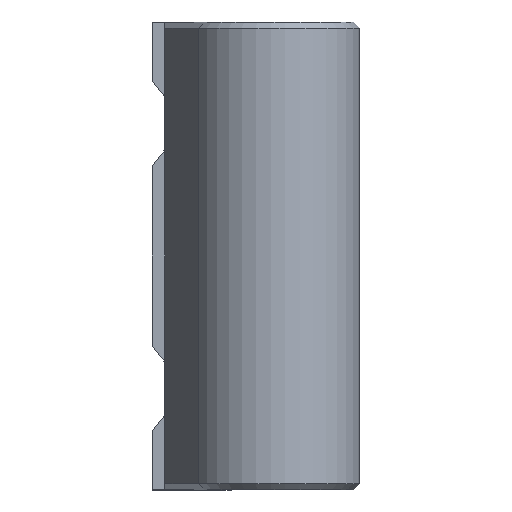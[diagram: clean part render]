
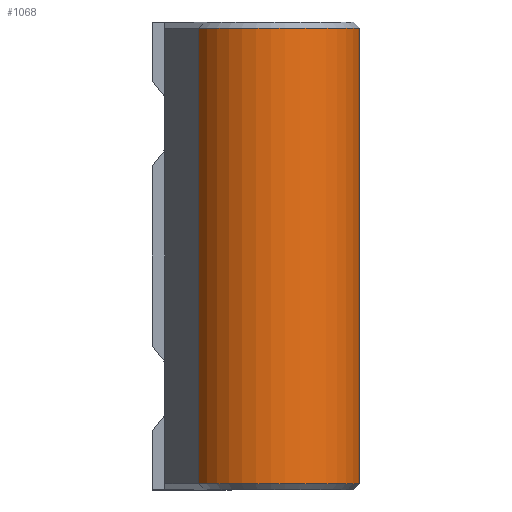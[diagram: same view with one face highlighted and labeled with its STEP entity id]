
A CAD part, front view. The second image highlights one B-rep face of the part: STEP entity #1068.
In plain terms, the highlighted cylindrical face has radius 5.5 mm (diameter 11 mm), a partial arc.
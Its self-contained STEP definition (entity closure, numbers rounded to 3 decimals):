
#36=CYLINDRICAL_SURFACE('',#1163,5.5);
#56=CIRCLE('',#1151,5.5);
#58=CIRCLE('',#1158,5.5);
#112=FACE_OUTER_BOUND('',#179,.T.);
#179=EDGE_LOOP('',(#902,#903,#904,#905));
#256=LINE('',#1622,#376);
#267=LINE('',#1747,#387);
#376=VECTOR('',#1313,10.);
#387=VECTOR('',#1338,10.);
#484=VERTEX_POINT('',#1619);
#485=VERTEX_POINT('',#1621);
#494=VERTEX_POINT('',#1741);
#496=VERTEX_POINT('',#1745);
#599=EDGE_CURVE('',#484,#485,#256,.T.);
#614=EDGE_CURVE('',#494,#496,#267,.T.);
#641=EDGE_CURVE('',#494,#484,#56,.T.);
#654=EDGE_CURVE('',#485,#496,#58,.T.);
#902=ORIENTED_EDGE('',*,*,#641,.F.);
#903=ORIENTED_EDGE('',*,*,#614,.T.);
#904=ORIENTED_EDGE('',*,*,#654,.F.);
#905=ORIENTED_EDGE('',*,*,#599,.F.);
#1068=ADVANCED_FACE('',(#112),#36,.T.);
#1151=AXIS2_PLACEMENT_3D('',#1894,#1388,#1389);
#1158=AXIS2_PLACEMENT_3D('',#1918,#1413,#1414);
#1163=AXIS2_PLACEMENT_3D('',#1929,#1427,#1428);
#1313=DIRECTION('',(0.,0.,1.));
#1338=DIRECTION('',(0.,0.,1.));
#1388=DIRECTION('center_axis',(0.,0.,
-1.));
#1389=DIRECTION('ref_axis',(1.,0.,0.));
#1413=DIRECTION('center_axis',(0.,0.,
1.));
#1414=DIRECTION('ref_axis',(1.,0.,0.));
#1427=DIRECTION('center_axis',(0.,0.,
1.));
#1428=DIRECTION('ref_axis',(1.,0.,0.));
#1619=CARTESIAN_POINT('',(117.158,-118.987,49.6));
#1621=CARTESIAN_POINT('',(117.158,-118.987,78.8));
#1622=CARTESIAN_POINT('',(117.158,-118.987,49.2));
#1741=CARTESIAN_POINT('',(126.441,-113.131,49.6));
#1745=CARTESIAN_POINT('',(126.441,-113.131,78.8));
#1747=CARTESIAN_POINT('',(126.441,-113.131,49.2));
#1894=CARTESIAN_POINT('Origin',(121.994,-116.368,49.6));
#1918=CARTESIAN_POINT('Origin',(121.994,-116.368,78.8));
#1929=CARTESIAN_POINT('Origin',(121.994,-116.368,49.2));
